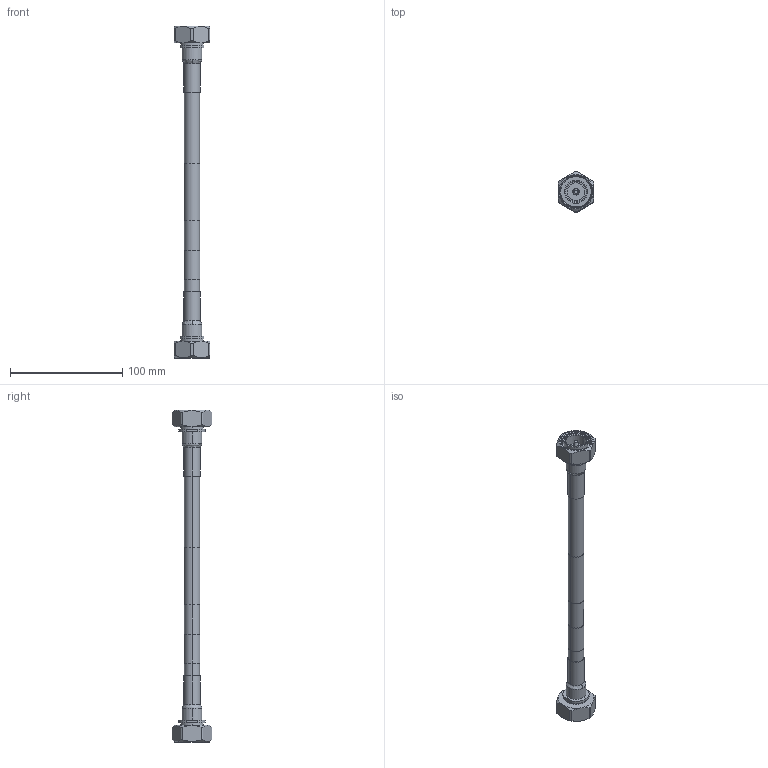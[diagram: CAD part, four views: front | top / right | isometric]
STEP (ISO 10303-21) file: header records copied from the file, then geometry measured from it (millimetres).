
FILE_DESCRIPTION (( 'STEP AP214' ), '1' );
FILE_NAME ('LCCA31023.step', '2022-10-04T19:15:24', ( '' ), ( '' ), 'SwSTEP 2.0', 'SolidWorks 2021', '' );
FILE_SCHEMA (( 'AUTOMOTIVE_DESIGN' ));
Length unit declared in the file: inch
Products named in the file (3): LCCA31023; SPO-500^LCCA31023_SPO-500; TC-500-716M-LP^LCCA31023_Heat Shrink
Assembly tree (3 placements, depth 2):
  LCCA31023
    SPO-500^LCCA31023_SPO-500
    TC-500-716M-LP^LCCA31023_Heat Shrink  x2
Bounding box: 31.75 x 35.58 x 295.47 mm (x, y, z)
Volume: 58063.1 mm3; surface area: 26676.1 mm2
Topology: 7 solids, 7 shells, 212 faces, 502 edges, 318 vertices
Faces by surface type: cylinder 106, plane 54, cone 42, bspline 10
Entity records: 4710 total; most frequent: CARTESIAN_POINT 2022, DIRECTION 538, ORIENTED_EDGE 528, EDGE_CURVE 264, AXIS2_PLACEMENT_3D 226, VERTEX_POINT 169, EDGE_LOOP 131, FACE_OUTER_BOUND 114
